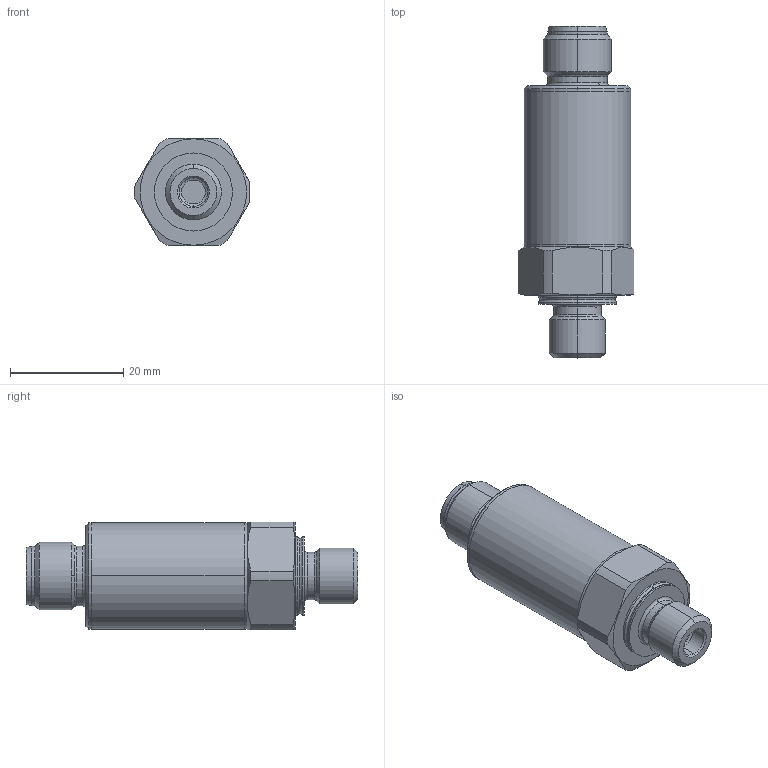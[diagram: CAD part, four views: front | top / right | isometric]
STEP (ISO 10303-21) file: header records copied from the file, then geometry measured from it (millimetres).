
FILE_DESCRIPTION (( 'STEP AP214' ), '1' );
FILE_NAME ('825X.XX.XX.32.32.STEP', '2017-06-27T04:52:09', ( 'upgadmin' ), ( 'Hewlett-Packard Company' ), 'SwSTEP 2.0', 'SolidWorks 2016', '' );
FILE_SCHEMA (( 'AUTOMOTIVE_DESIGN' ));
Length unit declared in the file: millimetre
Products named in the file (8): C24141_32; C21542_defeatured; 825X.XX.XX.32.32; M12x1_4P_32; C23589_4-pol; C24141_32_C24141; C23589
Assembly tree (4 placements, depth 3):
  C24141_32
  C21542_defeatured
  825X.XX.XX.32.32
    C21542_defeatured
    C24141_32_C24141
    M12x1_4P_32
      C23589_4-pol
  C23589
Bounding box: 20.5 x 58.65 x 19 mm (x, y, z)
Volume: 12624.1 mm3; surface area: 6278.4 mm2
Topology: 3 solids, 5 shells, 411 faces, 1069 edges, 663 vertices
Faces by surface type: cylinder 152, plane 127, cone 77, bspline 39, torus 16
Entity records: 14818 total; most frequent: CARTESIAN_POINT 4755, ORIENTED_EDGE 2114, DIRECTION 2033, EDGE_CURVE 1057, AXIS2_PLACEMENT_3D 810, VERTEX_POINT 663, EDGE_LOOP 440, CIRCLE 429
